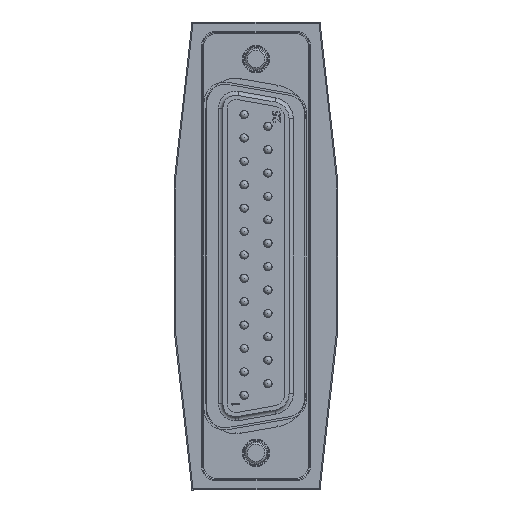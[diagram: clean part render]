
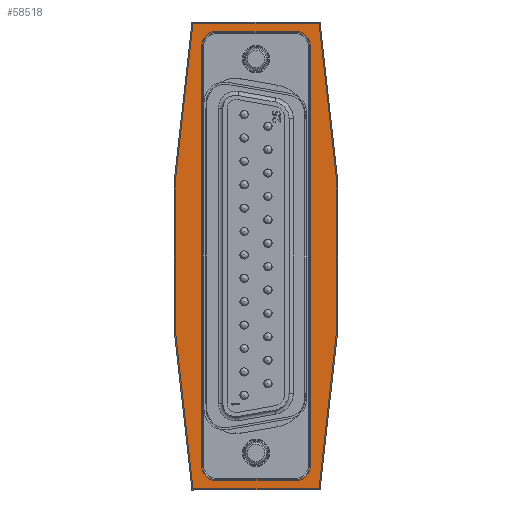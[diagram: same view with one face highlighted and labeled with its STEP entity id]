
A CAD part, left-side view. The second image highlights one B-rep face of the part: STEP entity #58518.
In plain terms, the highlighted face is planar.
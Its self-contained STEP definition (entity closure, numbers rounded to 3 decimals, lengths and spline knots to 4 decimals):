
#40692 = CARTESIAN_POINT ( 'NONE',  ( 0.9186, 0.3317, 0. ) ) ;
#40693 = CARTESIAN_POINT ( 'NONE',  ( 1.1004, 0.3012, 0. ) ) ;
#40695 = B_SPLINE_CURVE_WITH_KNOTS ( 'NONE', 3,
 ( #40693, #40692, #40754, #40753, #40752, #40751, #40750, #40749, #40748, #40747 ),
 .UNSPECIFIED., .F., .F.,
 ( 4, 2, 2, 2, 4 ),
 ( 0., 0.25, 0.5, 0.75, 1. ),
 .UNSPECIFIED. ) ;
#40744 = CARTESIAN_POINT ( 'NONE',  ( 1.1004, 0.3012, 0. ) ) ;
#40747 = CARTESIAN_POINT ( 'NONE',  ( -1.1004, 0.3012, 0. ) ) ;
#40748 = CARTESIAN_POINT ( 'NONE',  ( -0.9186, 0.3317, 0. ) ) ;
#40749 = CARTESIAN_POINT ( 'NONE',  ( -0.7358, 0.3546, 0. ) ) ;
#40750 = CARTESIAN_POINT ( 'NONE',  ( -0.3684, 0.3852, 0. ) ) ;
#40751 = CARTESIAN_POINT ( 'NONE',  ( -0.1843, 0.3929, 0. ) ) ;
#40752 = CARTESIAN_POINT ( 'NONE',  ( 0.1843, 0.3929, 0. ) ) ;
#40753 = CARTESIAN_POINT ( 'NONE',  ( 0.3684, 0.3852, 0. ) ) ;
#40754 = CARTESIAN_POINT ( 'NONE',  ( 0.7358, 0.3546, 0. ) ) ;
#40773 = DIRECTION ( 'NONE',  ( 0., -1., 0. ) ) ;
#40774 = VECTOR ( 'NONE', #40773, 39.3701 ) ;
#40775 = CARTESIAN_POINT ( 'NONE',  ( 1.1004, 0.3012, 0. ) ) ;
#40776 = LINE ( 'NONE', #40775, #40774 ) ;
#44911 = CARTESIAN_POINT ( 'NONE',  ( 1.1004, -0.3012, 0. ) ) ;
#44912 = B_SPLINE_CURVE_WITH_KNOTS ( 'NONE', 3,
 ( #44911, #44951, #44965, #44964 ),
 .UNSPECIFIED., .F., .F.,
 ( 4, 4 ),
 ( 0., 1. ),
 .UNSPECIFIED. ) ;
#44913 = CARTESIAN_POINT ( 'NONE',  ( 1.1004, -0.3012, 0. ) ) ;
#44951 = CARTESIAN_POINT ( 'NONE',  ( 0.3719, -0.4235, 0. ) ) ;
#44952 = CARTESIAN_POINT ( 'NONE',  ( -1.1004, -0.3012, 0. ) ) ;
#44964 = CARTESIAN_POINT ( 'NONE',  ( -1.1004, -0.3012, 0. ) ) ;
#44965 = CARTESIAN_POINT ( 'NONE',  ( -0.3719, -0.4235, 0. ) ) ;
#45042 = CARTESIAN_POINT ( 'NONE',  ( -1.1004, 0.3012, 0. ) ) ;
#45168 = CARTESIAN_POINT ( 'NONE',  ( -1.051, 0.19, 0. ) ) ;
#45189 = DIRECTION ( 'NONE',  ( -1., 0., 0. ) ) ;
#45190 = DIRECTION ( 'NONE',  ( 0., 0., -1. ) ) ;
#45191 = CARTESIAN_POINT ( 'NONE',  ( -0.991, 0.19, 0. ) ) ;
#45192 = AXIS2_PLACEMENT_3D ( 'NONE', #45191, #45190, #45189 ) ;
#45193 = CIRCLE ( 'NONE', #45192, 0.06 ) ;
#45204 = FACE_BOUND ( 'NONE', #58519, .T. ) ;
#45214 = DIRECTION ( 'NONE',  ( -1., 0., 0. ) ) ;
#45215 = DIRECTION ( 'NONE',  ( 0., 0., -1. ) ) ;
#45216 = CARTESIAN_POINT ( 'NONE',  ( 0.991, -0.19, 0. ) ) ;
#45217 = AXIS2_PLACEMENT_3D ( 'NONE', #45216, #45215, #45214 ) ;
#45218 = CIRCLE ( 'NONE', #45217, 0.06 ) ;
#45219 = CARTESIAN_POINT ( 'NONE',  ( 1.051, -0.19, 0. ) ) ;
#45220 = DIRECTION ( 'NONE',  ( 0., 1., 0. ) ) ;
#45221 = VECTOR ( 'NONE', #45220, 39.3701 ) ;
#45222 = CARTESIAN_POINT ( 'NONE',  ( 1.051, 0.25, 0. ) ) ;
#45223 = LINE ( 'NONE', #45222, #45221 ) ;
#45224 = CARTESIAN_POINT ( 'NONE',  ( 1.051, 0.19, 0. ) ) ;
#45225 = DIRECTION ( 'NONE',  ( -1., 0., 0. ) ) ;
#45226 = DIRECTION ( 'NONE',  ( 0., 0., -1. ) ) ;
#45227 = CARTESIAN_POINT ( 'NONE',  ( 0.991, 0.19, 0. ) ) ;
#45228 = AXIS2_PLACEMENT_3D ( 'NONE', #45227, #45226, #45225 ) ;
#45229 = CIRCLE ( 'NONE', #45228, 0.06 ) ;
#45230 = CARTESIAN_POINT ( 'NONE',  ( 0.991, 0.25, 0. ) ) ;
#45231 = DIRECTION ( 'NONE',  ( -1., 0., 0. ) ) ;
#45232 = VECTOR ( 'NONE', #45231, 39.3701 ) ;
#45233 = CARTESIAN_POINT ( 'NONE',  ( -1.051, 0.25, 0. ) ) ;
#45234 = LINE ( 'NONE', #45233, #45232 ) ;
#45236 = CARTESIAN_POINT ( 'NONE',  ( -0.991, 0.25, 0. ) ) ;
#45246 = DIRECTION ( 'NONE',  ( 0., -1., 0. ) ) ;
#45247 = VECTOR ( 'NONE', #45246, 39.3701 ) ;
#45248 = CARTESIAN_POINT ( 'NONE',  ( -1.051, 0.25, 0. ) ) ;
#45249 = LINE ( 'NONE', #45248, #45247 ) ;
#45250 = CARTESIAN_POINT ( 'NONE',  ( -1.051, -0.19, 0. ) ) ;
#45251 = DIRECTION ( 'NONE',  ( -1., 0., 0. ) ) ;
#45252 = DIRECTION ( 'NONE',  ( 0., 0., -1. ) ) ;
#45253 = CARTESIAN_POINT ( 'NONE',  ( -0.991, -0.19, 0. ) ) ;
#45254 = AXIS2_PLACEMENT_3D ( 'NONE', #45253, #45252, #45251 ) ;
#45255 = CIRCLE ( 'NONE', #45254, 0.06 ) ;
#45256 = CARTESIAN_POINT ( 'NONE',  ( 0.991, -0.25, 0. ) ) ;
#45257 = CARTESIAN_POINT ( 'NONE',  ( -0.991, -0.25, 0. ) ) ;
#45258 = DIRECTION ( 'NONE',  ( 1., 0., 0. ) ) ;
#45259 = VECTOR ( 'NONE', #45258, 39.3701 ) ;
#45260 = CARTESIAN_POINT ( 'NONE',  ( -1.051, -0.25, 0. ) ) ;
#45261 = LINE ( 'NONE', #45260, #45259 ) ;
#45262 = DIRECTION ( 'NONE',  ( -1., 0., 0. ) ) ;
#45263 = DIRECTION ( 'NONE',  ( 0., 0., -1. ) ) ;
#45264 = CARTESIAN_POINT ( 'NONE',  ( -1.1004, 0.3012, 0. ) ) ;
#45265 = AXIS2_PLACEMENT_3D ( 'NONE', #45264, #45263, #45262 ) ;
#45266 = PLANE ( 'NONE',  #45265 ) ;
#45267 = FACE_OUTER_BOUND ( 'NONE', #51827, .T. ) ;
#45294 = DIRECTION ( 'NONE',  ( 0., -1., 0. ) ) ;
#45295 = VECTOR ( 'NONE', #45294, 39.3701 ) ;
#45296 = CARTESIAN_POINT ( 'NONE',  ( -1.1004, 0.3012, 0. ) ) ;
#45297 = LINE ( 'NONE', #45296, #45295 ) ;
#51682 = EDGE_CURVE ( 'NONE', #51692, #58449, #40695, .T. ) ;
#51689 = ORIENTED_EDGE ( 'NONE', *, *, #51682, .T. ) ;
#51692 = VERTEX_POINT ( 'NONE', #40744 ) ;
#51762 = ORIENTED_EDGE ( 'NONE', *, *, #58537, .T. ) ;
#51764 = ORIENTED_EDGE ( 'NONE', *, *, #51815, .F. ) ;
#51815 = EDGE_CURVE ( 'NONE', #51692, #58415, #40776, .T. ) ;
#51827 = EDGE_LOOP ( 'NONE', ( #51762, #51851, #51764, #51689 ) ) ;
#51851 = ORIENTED_EDGE ( 'NONE', *, *, #58414, .F. ) ;
#58414 = EDGE_CURVE ( 'NONE', #58415, #58416, #44912, .T. ) ;
#58415 = VERTEX_POINT ( 'NONE', #44913 ) ;
#58416 = VERTEX_POINT ( 'NONE', #44952 ) ;
#58449 = VERTEX_POINT ( 'NONE', #45042 ) ;
#58498 = VERTEX_POINT ( 'NONE', #45168 ) ;
#58499 = ORIENTED_EDGE ( 'NONE', *, *, #58500, .T. ) ;
#58500 = EDGE_CURVE ( 'NONE', #58498, #58501, #45193, .T. ) ;
#58501 = VERTEX_POINT ( 'NONE', #45236 ) ;
#58502 = ORIENTED_EDGE ( 'NONE', *, *, #58504, .F. ) ;
#58504 = EDGE_CURVE ( 'NONE', #58505, #58501, #45234, .T. ) ;
#58505 = VERTEX_POINT ( 'NONE', #45230 ) ;
#58506 = ORIENTED_EDGE ( 'NONE', *, *, #58507, .T. ) ;
#58507 = EDGE_CURVE ( 'NONE', #58505, #58508, #45229, .T. ) ;
#58508 = VERTEX_POINT ( 'NONE', #45224 ) ;
#58509 = ORIENTED_EDGE ( 'NONE', *, *, #58510, .F. ) ;
#58510 = EDGE_CURVE ( 'NONE', #58511, #58508, #45223, .T. ) ;
#58511 = VERTEX_POINT ( 'NONE', #45219 ) ;
#58512 = ORIENTED_EDGE ( 'NONE', *, *, #58513, .T. ) ;
#58513 = EDGE_CURVE ( 'NONE', #58511, #58523, #45218, .T. ) ;
#58518 = ADVANCED_FACE ( 'NONE', ( #45204, #45267 ), #45266, .F. ) ;
#58519 = EDGE_LOOP ( 'NONE', ( #58520, #58524, #58527, #58499, #58502, #58506, #58509, #58512 ) ) ;
#58520 = ORIENTED_EDGE ( 'NONE', *, *, #58521, .F. ) ;
#58521 = EDGE_CURVE ( 'NONE', #58522, #58523, #45261, .T. ) ;
#58522 = VERTEX_POINT ( 'NONE', #45257 ) ;
#58523 = VERTEX_POINT ( 'NONE', #45256 ) ;
#58524 = ORIENTED_EDGE ( 'NONE', *, *, #58525, .T. ) ;
#58525 = EDGE_CURVE ( 'NONE', #58522, #58526, #45255, .T. ) ;
#58526 = VERTEX_POINT ( 'NONE', #45250 ) ;
#58527 = ORIENTED_EDGE ( 'NONE', *, *, #58528, .F. ) ;
#58528 = EDGE_CURVE ( 'NONE', #58498, #58526, #45249, .T. ) ;
#58537 = EDGE_CURVE ( 'NONE', #58449, #58416, #45297, .T. ) ;
